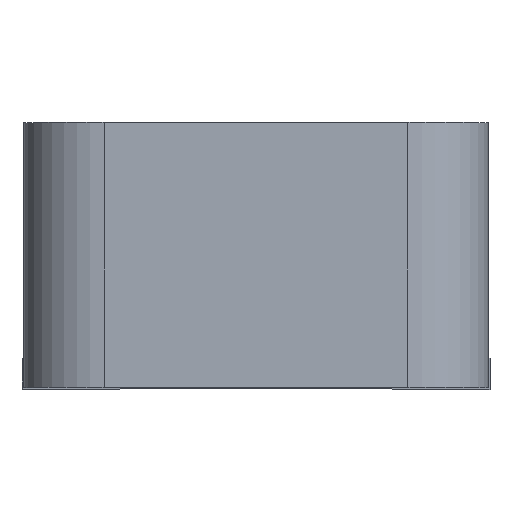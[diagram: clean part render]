
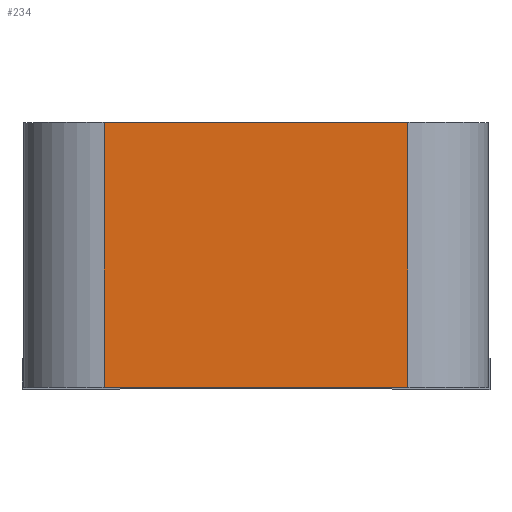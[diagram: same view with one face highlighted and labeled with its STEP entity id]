
A CAD part, top view. The second image highlights one B-rep face of the part: STEP entity #234.
In plain terms, the highlighted planar face has unit normal (0, 0, 1).
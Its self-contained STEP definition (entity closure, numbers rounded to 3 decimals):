
#3 = LINE ( 'NONE', #9127, #4437 ) ;
#4 = DIRECTION ( 'NONE',  ( -1., 0., 0. ) ) ;
#73 = ORIENTED_EDGE ( 'NONE', *, *, #1578, .T. ) ;
#234 = ADVANCED_FACE ( 'NONE', ( #6542 ), #7683, .F. ) ;
#1086 = CARTESIAN_POINT ( 'NONE',  ( -7.5, 8.55, 7.55 ) ) ;
#1511 = CARTESIAN_POINT ( 'NONE',  ( -4.9, 8.55, 7.55 ) ) ;
#1578 = EDGE_CURVE ( 'NONE', #9437, #5041, #3, .T. ) ;
#1795 = DIRECTION ( 'NONE',  ( 1., 0., 0. ) ) ;
#1997 = AXIS2_PLACEMENT_3D ( 'NONE', #1086, #12060, #4 ) ;
#2012 = LINE ( 'NONE', #3063, #7609 ) ;
#3063 = CARTESIAN_POINT ( 'NONE',  ( 4.9, 8.55, 7.55 ) ) ;
#3148 = ORIENTED_EDGE ( 'NONE', *, *, #9928, .F. ) ;
#3268 = CARTESIAN_POINT ( 'NONE',  ( -4.9, 8.55, 7.55 ) ) ;
#3449 = ORIENTED_EDGE ( 'NONE', *, *, #9648, .F. ) ;
#3684 = CARTESIAN_POINT ( 'NONE',  ( -4.9, 0., 7.55 ) ) ;
#4296 = LINE ( 'NONE', #7077, #5504 ) ;
#4437 = VECTOR ( 'NONE', #4790, 1000. ) ;
#4790 = DIRECTION ( 'NONE',  ( 1., 0., 0. ) ) ;
#5041 = VERTEX_POINT ( 'NONE', #7920 ) ;
#5347 = DIRECTION ( 'NONE',  ( 0., -1., 0. ) ) ;
#5504 = VECTOR ( 'NONE', #1795, 1000. ) ;
#6542 = FACE_OUTER_BOUND ( 'NONE', #7409, .T. ) ;
#7077 = CARTESIAN_POINT ( 'NONE',  ( -7.5, 8.55, 7.55 ) ) ;
#7409 = EDGE_LOOP ( 'NONE', ( #11805, #3148, #3449, #73 ) ) ;
#7609 = VECTOR ( 'NONE', #5347, 1000. ) ;
#7683 = PLANE ( 'NONE',  #1997 ) ;
#7920 = CARTESIAN_POINT ( 'NONE',  ( 4.9, 0., 7.55 ) ) ;
#8727 = DIRECTION ( 'NONE',  ( 0., 1., 0. ) ) ;
#8898 = VERTEX_POINT ( 'NONE', #1511 ) ;
#9127 = CARTESIAN_POINT ( 'NONE',  ( 7.5, 0., 7.55 ) ) ;
#9437 = VERTEX_POINT ( 'NONE', #3684 ) ;
#9648 = EDGE_CURVE ( 'NONE', #9437, #8898, #11969, .T. ) ;
#9928 = EDGE_CURVE ( 'NONE', #8898, #12191, #4296, .T. ) ;
#10931 = EDGE_CURVE ( 'NONE', #12191, #5041, #2012, .T. ) ;
#11805 = ORIENTED_EDGE ( 'NONE', *, *, #10931, .F. ) ;
#11969 = LINE ( 'NONE', #3268, #13863 ) ;
#12060 = DIRECTION ( 'NONE',  ( 0., 0., -1. ) ) ;
#12191 = VERTEX_POINT ( 'NONE', #12421 ) ;
#12421 = CARTESIAN_POINT ( 'NONE',  ( 4.9, 8.55, 7.55 ) ) ;
#13863 = VECTOR ( 'NONE', #8727, 1000. ) ;
